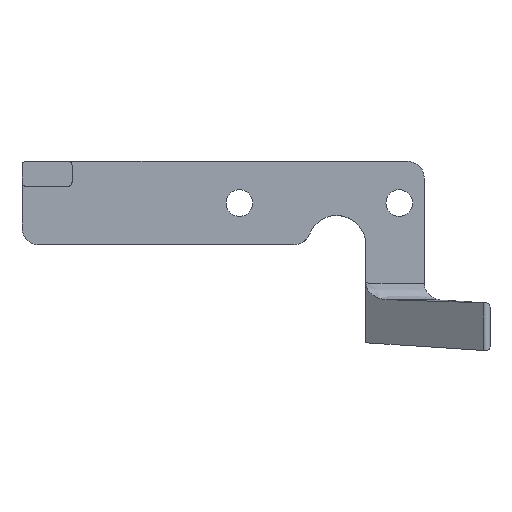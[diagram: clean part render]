
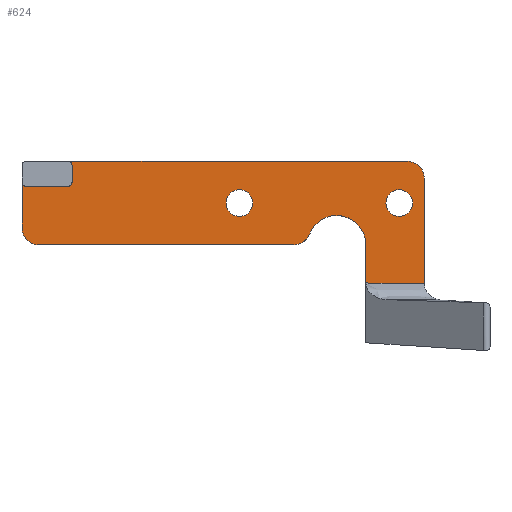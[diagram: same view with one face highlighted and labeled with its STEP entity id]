
A CAD part, top view. The second image highlights one B-rep face of the part: STEP entity #624.
In plain terms, the highlighted planar face has unit normal (0, 0, 1).
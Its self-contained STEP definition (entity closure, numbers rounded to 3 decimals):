
#15=FACE_BOUND('',#111,.T.);
#16=FACE_BOUND('',#112,.T.);
#40=B_SPLINE_CURVE_WITH_KNOTS('',3,(#1200,#1201,#1202,#1203),
 .UNSPECIFIED.,.F.,.F.,(4,4),(-0.442,0.258),
 .UNSPECIFIED.);
#52=PLANE('',#679);
#76=FACE_OUTER_BOUND('',#110,.T.);
#110=EDGE_LOOP('',(#493,#494,#495,#496,#497,#498,#499,#500,#501,#502,#503,
#504,#505,#506,#507,#508));
#111=EDGE_LOOP('',(#509));
#112=EDGE_LOOP('',(#510));
#139=LINE('',#892,#188);
#144=LINE('',#906,#193);
#147=LINE('',#914,#196);
#161=LINE('',#1188,#210);
#164=LINE('',#1198,#213);
#165=LINE('',#1205,#214);
#166=LINE('',#1207,#215);
#188=VECTOR('',#733,10.);
#193=VECTOR('',#748,10.);
#196=VECTOR('',#757,10.);
#210=VECTOR('',#787,10.);
#213=VECTOR('',#796,10.);
#214=VECTOR('',#797,10.);
#215=VECTOR('',#800,10.);
#234=CIRCLE('',#664,0.5);
#235=CIRCLE('',#666,0.5);
#236=CIRCLE('',#669,0.5);
#237=CIRCLE('',#676,2.);
#239=CIRCLE('',#680,3.5);
#240=CIRCLE('',#681,2.);
#241=CIRCLE('',#682,2.);
#242=CIRCLE('',#683,2.);
#243=CIRCLE('',#684,1.6);
#244=CIRCLE('',#685,1.6);
#264=VERTEX_POINT('',#889);
#265=VERTEX_POINT('',#891);
#266=VERTEX_POINT('',#895);
#267=VERTEX_POINT('',#899);
#268=VERTEX_POINT('',#901);
#269=VERTEX_POINT('',#905);
#270=VERTEX_POINT('',#909);
#271=VERTEX_POINT('',#913);
#291=VERTEX_POINT('',#1178);
#292=VERTEX_POINT('',#1179);
#295=VERTEX_POINT('',#1187);
#297=VERTEX_POINT('',#1193);
#298=VERTEX_POINT('',#1195);
#299=VERTEX_POINT('',#1197);
#300=VERTEX_POINT('',#1199);
#301=VERTEX_POINT('',#1204);
#302=VERTEX_POINT('',#1209);
#303=VERTEX_POINT('',#1211);
#327=EDGE_CURVE('',#265,#264,#139,.T.);
#329=EDGE_CURVE('',#265,#266,#234,.F.);
#332=EDGE_CURVE('',#267,#268,#235,.F.);
#334=EDGE_CURVE('',#269,#268,#144,.T.);
#336=EDGE_CURVE('',#269,#270,#236,.F.);
#338=EDGE_CURVE('',#271,#270,#147,.T.);
#365=EDGE_CURVE('',#291,#292,#237,.T.);
#369=EDGE_CURVE('',#295,#292,#161,.T.);
#372=EDGE_CURVE('',#291,#297,#239,.T.);
#373=EDGE_CURVE('',#298,#297,#240,.T.);
#374=EDGE_CURVE('',#298,#299,#164,.T.);
#375=EDGE_CURVE('',#300,#299,#40,.T.);
#376=EDGE_CURVE('',#300,#301,#165,.T.);
#377=EDGE_CURVE('',#271,#301,#241,.T.);
#378=EDGE_CURVE('',#267,#266,#166,.T.);
#379=EDGE_CURVE('',#295,#264,#242,.T.);
#380=EDGE_CURVE('',#302,#302,#243,.T.);
#381=EDGE_CURVE('',#303,#303,#244,.T.);
#493=ORIENTED_EDGE('',*,*,#365,.F.);
#494=ORIENTED_EDGE('',*,*,#372,.T.);
#495=ORIENTED_EDGE('',*,*,#373,.F.);
#496=ORIENTED_EDGE('',*,*,#374,.T.);
#497=ORIENTED_EDGE('',*,*,#375,.F.);
#498=ORIENTED_EDGE('',*,*,#376,.T.);
#499=ORIENTED_EDGE('',*,*,#377,.F.);
#500=ORIENTED_EDGE('',*,*,#338,.T.);
#501=ORIENTED_EDGE('',*,*,#336,.F.);
#502=ORIENTED_EDGE('',*,*,#334,.T.);
#503=ORIENTED_EDGE('',*,*,#332,.F.);
#504=ORIENTED_EDGE('',*,*,#378,.T.);
#505=ORIENTED_EDGE('',*,*,#329,.F.);
#506=ORIENTED_EDGE('',*,*,#327,.T.);
#507=ORIENTED_EDGE('',*,*,#379,.F.);
#508=ORIENTED_EDGE('',*,*,#369,.T.);
#509=ORIENTED_EDGE('',*,*,#380,.T.);
#510=ORIENTED_EDGE('',*,*,#381,.T.);
#624=ADVANCED_FACE('',(#76,#15,#16),#52,.T.);
#664=AXIS2_PLACEMENT_3D('',#896,#737,#738);
#666=AXIS2_PLACEMENT_3D('',#902,#743,#744);
#669=AXIS2_PLACEMENT_3D('',#910,#752,#753);
#676=AXIS2_PLACEMENT_3D('',#1180,#779,#780);
#679=AXIS2_PLACEMENT_3D('',#1192,#790,#791);
#680=AXIS2_PLACEMENT_3D('',#1194,#792,#793);
#681=AXIS2_PLACEMENT_3D('',#1196,#794,#795);
#682=AXIS2_PLACEMENT_3D('',#1206,#798,#799);
#683=AXIS2_PLACEMENT_3D('',#1208,#801,#802);
#684=AXIS2_PLACEMENT_3D('',#1210,#803,#804);
#685=AXIS2_PLACEMENT_3D('',#1212,#805,#806);
#733=DIRECTION('',(0.,-1.,0.));
#737=DIRECTION('center_axis',(0.,0.,
-1.));
#738=DIRECTION('ref_axis',(-0.707,-0.707,0.));
#743=DIRECTION('center_axis',(0.,0.,
-1.));
#744=DIRECTION('ref_axis',(0.707,-0.707,0.));
#748=DIRECTION('',(0.,-1.,0.));
#752=DIRECTION('center_axis',(0.,0.,
-1.));
#753=DIRECTION('ref_axis',(0.707,0.707,0.));
#757=DIRECTION('',(-1.,0.,0.));
#779=DIRECTION('center_axis',(0.,0.,
-1.));
#780=DIRECTION('ref_axis',(0.564,-0.826,0.));
#787=DIRECTION('',(1.,0.,0.));
#790=DIRECTION('center_axis',(0.,0.,
1.));
#791=DIRECTION('ref_axis',(-1.,0.,0.));
#792=DIRECTION('center_axis',(0.,0.,
-1.));
#793=DIRECTION('ref_axis',(-1.,0.,0.));
#794=DIRECTION('center_axis',(0.,0.,
1.));
#795=DIRECTION('ref_axis',(0.993,0.117,0.));
#796=DIRECTION('',(0.,-1.,0.));
#797=DIRECTION('',(0.,1.,0.));
#798=DIRECTION('center_axis',(0.,0.,
-1.));
#799=DIRECTION('ref_axis',(0.707,0.707,0.));
#800=DIRECTION('',(-1.,0.,0.));
#801=DIRECTION('center_axis',(0.,0.,
-1.));
#802=DIRECTION('ref_axis',(-0.707,-0.707,0.));
#803=DIRECTION('center_axis',(0.,0.,
-1.));
#804=DIRECTION('ref_axis',(-1.,0.,0.));
#805=DIRECTION('center_axis',(0.,0.,
-1.));
#806=DIRECTION('ref_axis',(-1.,0.,0.));
#889=CARTESIAN_POINT('',(-224.09,187.214,10.));
#891=CARTESIAN_POINT('',(-224.09,192.714,10.));
#892=CARTESIAN_POINT('',(-224.09,195.214,10.));
#895=CARTESIAN_POINT('',(-223.59,192.214,10.));
#896=CARTESIAN_POINT('Origin',(-223.59,192.714,10.));
#899=CARTESIAN_POINT('',(-218.59,192.214,10.));
#901=CARTESIAN_POINT('',(-218.09,192.714,10.));
#902=CARTESIAN_POINT('Origin',(-218.59,192.714,10.));
#905=CARTESIAN_POINT('',(-218.09,194.714,10.));
#906=CARTESIAN_POINT('',(-218.09,188.274,10.));
#909=CARTESIAN_POINT('',(-218.59,195.214,10.));
#910=CARTESIAN_POINT('Origin',(-218.59,194.714,10.));
#913=CARTESIAN_POINT('',(-177.826,195.214,10.));
#914=CARTESIAN_POINT('',(-175.826,195.214,10.));
#1178=CARTESIAN_POINT('',(-189.6,186.487,10.));
#1179=CARTESIAN_POINT('',(-191.463,185.214,10.));
#1180=CARTESIAN_POINT('Origin',(-191.463,187.214,10.));
#1187=CARTESIAN_POINT('',(-222.09,185.214,10.));
#1188=CARTESIAN_POINT('',(-182.826,185.214,10.));
#1192=CARTESIAN_POINT('Origin',(-199.958,184.334,10.));
#1193=CARTESIAN_POINT('',(-182.84,185.214,10.));
#1194=CARTESIAN_POINT('Origin',(-186.34,185.214,10.));
#1195=CARTESIAN_POINT('',(-182.826,184.98,10.));
#1196=CARTESIAN_POINT('Origin',(-184.826,184.98,10.));
#1197=CARTESIAN_POINT('',(-182.826,180.626,10.));
#1198=CARTESIAN_POINT('',(-182.826,173.454,10.));
#1199=CARTESIAN_POINT('',(-175.826,180.592,10.));
#1200=CARTESIAN_POINT('Ctrl Pts',(-175.826,180.592,10.));
#1201=CARTESIAN_POINT('Ctrl Pts',(-178.16,180.609,10.));
#1202=CARTESIAN_POINT('Ctrl Pts',(-180.493,180.618,10.));
#1203=CARTESIAN_POINT('Ctrl Pts',(-182.826,180.626,10.));
#1204=CARTESIAN_POINT('',(-175.826,193.214,10.));
#1205=CARTESIAN_POINT('',(-175.826,173.454,10.));
#1206=CARTESIAN_POINT('Origin',(-177.826,193.214,10.));
#1207=CARTESIAN_POINT('',(-212.024,192.214,10.));
#1208=CARTESIAN_POINT('Origin',(-222.09,187.214,10.));
#1209=CARTESIAN_POINT('',(-196.4,190.214,10.));
#1210=CARTESIAN_POINT('Origin',(-198.,190.214,10.));
#1211=CARTESIAN_POINT('',(-177.226,190.214,10.));
#1212=CARTESIAN_POINT('Origin',(-178.826,190.214,10.));
